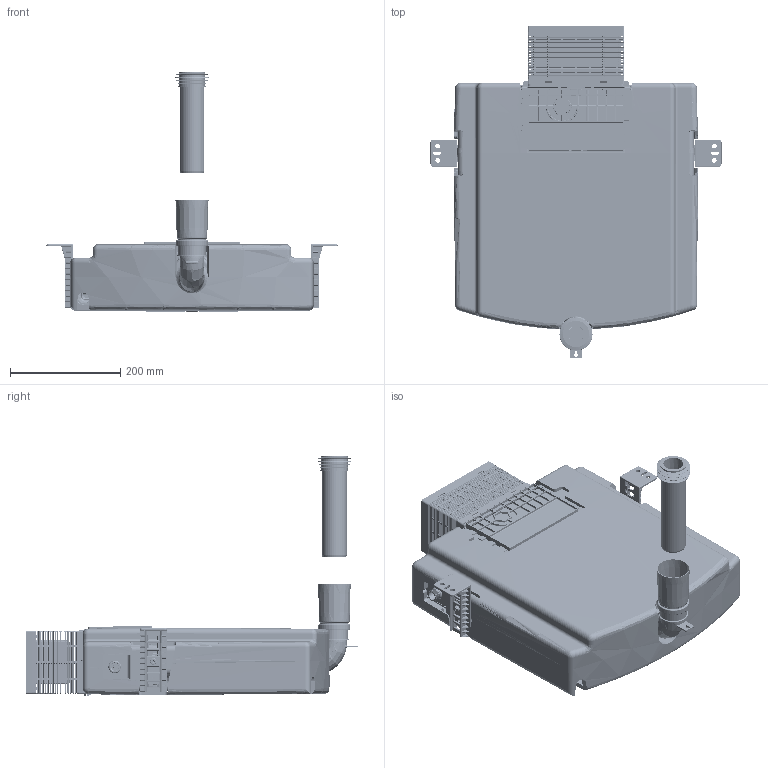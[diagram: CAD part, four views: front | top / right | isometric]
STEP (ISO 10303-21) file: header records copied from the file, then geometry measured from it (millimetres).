
FILE_DESCRIPTION((''),'2;1');
FILE_NAME('95_725_00_S002_ASM','2019-01-22T',('mberthel'),(''),'PRO/ENGINEER BY PARAMETRIC TECHNOLOGY CORPORATION, 2015030','PRO/ENGINEER BY PARAMETRIC TECHNOLOGY CORPORATION, 2015030','');
FILE_SCHEMA(('CONFIG_CONTROL_DESIGN'));
Length unit declared in the file: millimetre
Products named in the file (1): 95_725_00_S002_ASM
Bounding box: 528.2 x 602.5 x 436.24 mm (x, y, z)
Surface area: 2253819.5 mm2 (no closed solid volume)
Topology: 0 solids, 90 shells, 7998 faces, 24765 edges, 16069 vertices
Faces by surface type: plane 3709, cylinder 2213, bspline 658, torus 624, cone 574, sphere 218, extrusion 2
Entity records: 351138 total; most frequent: CARTESIAN_POINT 102319, ORIENTED_EDGE 42162, DIRECTION 42002, EDGE_CURVE 24762, VERTEX_POINT 16069, VECTOR 15740, LINE 15738, AXIS2_PLACEMENT_3D 13131
